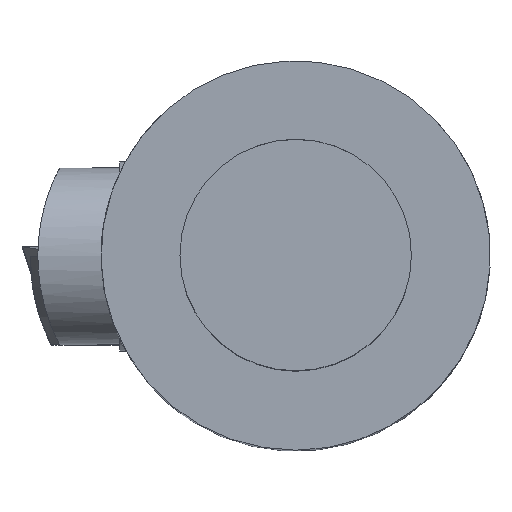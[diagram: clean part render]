
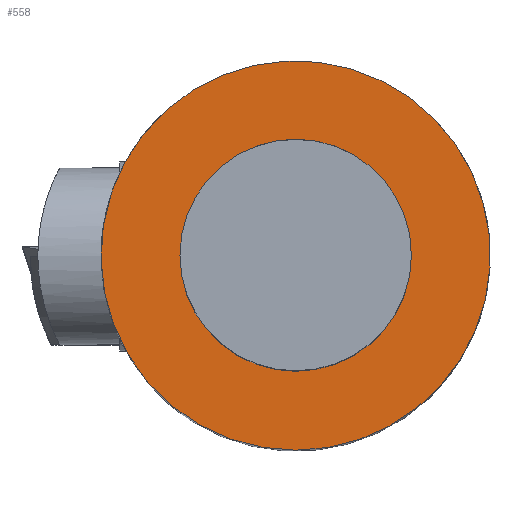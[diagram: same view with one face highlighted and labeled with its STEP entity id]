
A CAD part, top view. The second image highlights one B-rep face of the part: STEP entity #558.
In plain terms, the highlighted planar face has unit normal (0, 0, 1).
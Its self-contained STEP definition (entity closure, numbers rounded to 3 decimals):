
#558=ADVANCED_FACE('240[2]',(#1187,#1188),#1189,.T.);
#657=EDGE_CURVE('240[2]',#1309,#1309,#1310,.T.);
#696=EDGE_CURVE('240[2]',#1357,#1357,#1358,.T.);
#1187=FACE_OUTER_BOUND('',#2231,.T.);
#1188=FACE_BOUND('',#2232,.T.);
#1189=PLANE('',#2233);
#1309=VERTEX_POINT('',#2476);
#1310=CIRCLE('',#2477,5.5);
#1357=VERTEX_POINT('',#2554);
#1358=CIRCLE('',#2555,9.25);
#2231=EDGE_LOOP('',(#3054));
#2232=EDGE_LOOP('',(#3055));
#2233=AXIS2_PLACEMENT_3D('',#3056,#3057,#3058);
#2476=CARTESIAN_POINT('',(5.5,0.0,0.0));
#2477=AXIS2_PLACEMENT_3D('',#3207,#3208,#3209);
#2554=CARTESIAN_POINT('',(0.,-9.25,0.0));
#2555=AXIS2_PLACEMENT_3D('',#3268,#3269,#3270);
#3054=ORIENTED_EDGE('',*,*,#696,.F.);
#3055=ORIENTED_EDGE('',*,*,#657,.T.);
#3056=CARTESIAN_POINT('',(-5.5,0.,0.));
#3057=DIRECTION('',(0.0,0.0,1.0));
#3058=DIRECTION('',(1.0,-0.0,0.0));
#3207=CARTESIAN_POINT('',(0.0,0.0,0.));
#3208=DIRECTION('',(0.0,0.0,-1.0));
#3209=DIRECTION('',(1.0,0.0,0.0));
#3268=CARTESIAN_POINT('',(0.,0.,0.0));
#3269=DIRECTION('',(0.0,-0.0,-1.0));
#3270=DIRECTION('',(1.0,0.,0.0));
